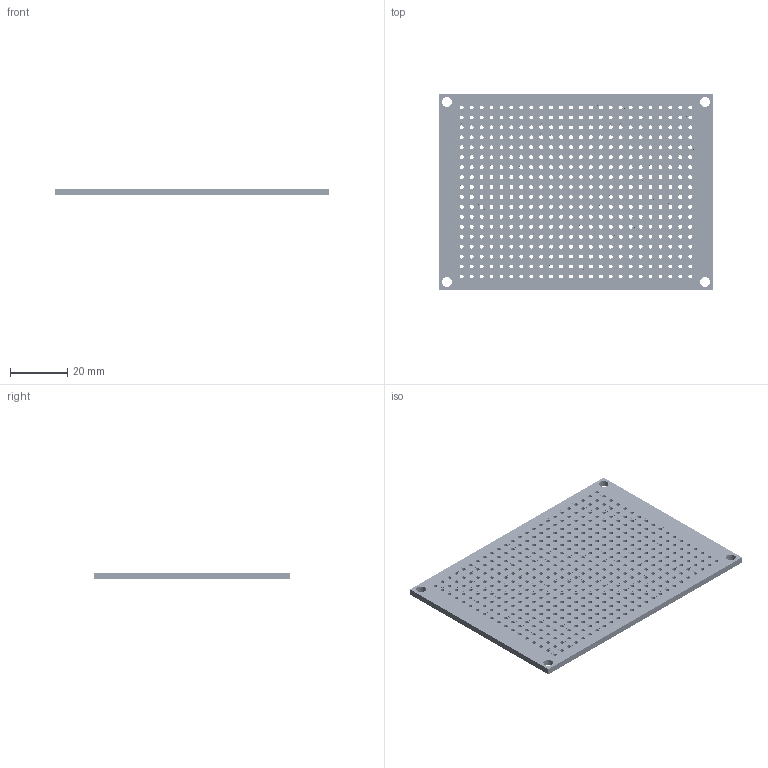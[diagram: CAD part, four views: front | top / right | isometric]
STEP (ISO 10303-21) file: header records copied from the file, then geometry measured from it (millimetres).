
FILE_DESCRIPTION(('FreeCAD Model'),'2;1');
FILE_NAME('Open CASCADE Shape Model','2025-04-30T10:40:46',('FreeCAD'),( 'FreeCAD'),'Open CASCADE STEP processor 7.6','FreeCAD','Unknown');
FILE_SCHEMA(('AUTOMOTIVE_DESIGN { 1 0 10303 214 1 1 1 1 }'));
Products named in the file (1): Open CASCADE STEP translator 7.6 1
Bounding box: 95.9 x 68.5 x 2.19 mm (x, y, z)
Volume: 12917.6 mm3; surface area: 16712.5 mm2
Topology: 1 solids, 1 shells, 1306 faces, 3479 edges, 2607 vertices
Faces by surface type: bspline 1306
Entity records: 54800 total; most frequent: CARTESIAN_POINT 33895, ORIENTED_EDGE 6958, EDGE_CURVE 3479, FACE_BOUND 2610, EDGE_LOOP 2610, VERTEX_POINT 2607, ADVANCED_FACE 1306, B_SPLINE_CURVE_WITH_KNOTS 880
